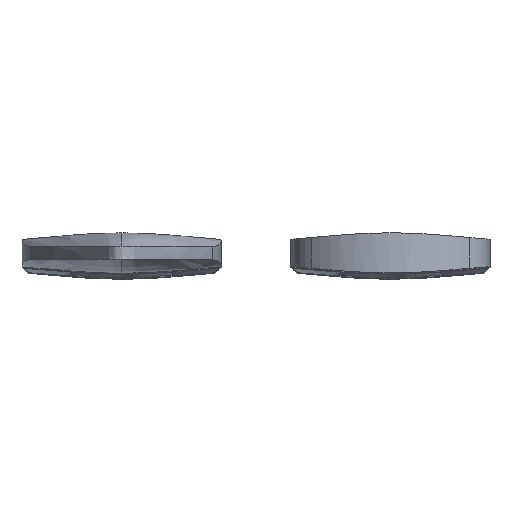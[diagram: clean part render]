
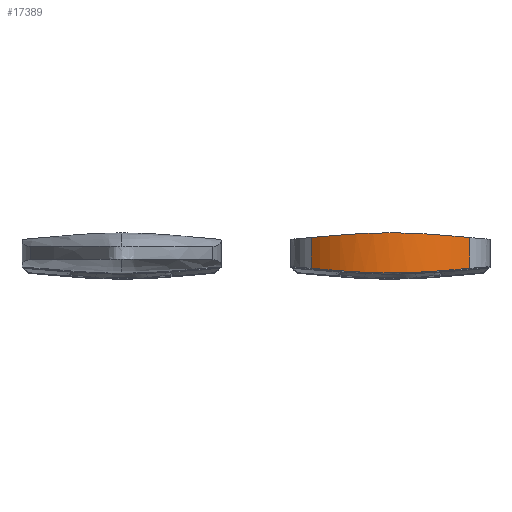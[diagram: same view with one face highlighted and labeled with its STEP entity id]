
A CAD part, top view. The second image highlights one B-rep face of the part: STEP entity #17389.
In plain terms, the highlighted cylindrical face has radius 6.096 mm (diameter 12.192 mm), a partial arc.
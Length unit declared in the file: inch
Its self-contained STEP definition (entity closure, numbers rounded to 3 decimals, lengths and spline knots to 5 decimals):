
#119=CYLINDRICAL_SURFACE('',#18385,0.24);
#2356=ELLIPSE('',#18384,0.24085,0.24);
#2357=ELLIPSE('',#18386,0.24085,0.24);
#2358=ELLIPSE('',#18387,0.24085,0.24);
#2359=ELLIPSE('',#18388,0.24085,0.24);
#2926=FACE_OUTER_BOUND('',#3906,.T.);
#3906=EDGE_LOOP('',(#11225,#11226,#11227,#11228,#11229,#11230,#11231,#11232));
#4887=B_SPLINE_CURVE_WITH_KNOTS('',3,(#21885,#21886,#21887,#21888),
 .UNSPECIFIED.,.F.,.F.,(4,4),(-0.14847,0.00877),
 .UNSPECIFIED.);
#4892=B_SPLINE_CURVE_WITH_KNOTS('',3,(#21943,#21944,#21945,#21946,#21947,
#21948,#21949,#21950),.UNSPECIFIED.,.F.,.F.,(4,2,2,4),(0.,0.22581,
0.37398,0.52846),.UNSPECIFIED.);
#4893=B_SPLINE_CURVE_WITH_KNOTS('',3,(#21954,#21955,#21956,#21957),
 .UNSPECIFIED.,.F.,.F.,(4,4),(-0.14847,0.00877),
 .UNSPECIFIED.);
#4894=B_SPLINE_CURVE_WITH_KNOTS('',3,(#21960,#21961,#21962,#21963,#21964,
#21965,#21966,#21967),.UNSPECIFIED.,.F.,.F.,(4,2,2,4),(0.,0.13085,
0.32633,0.52851),.UNSPECIFIED.);
#6455=VERTEX_POINT('',#21858);
#6456=VERTEX_POINT('',#21884);
#6458=VERTEX_POINT('',#21917);
#6461=VERTEX_POINT('',#21940);
#6462=VERTEX_POINT('',#21942);
#6463=VERTEX_POINT('',#21951);
#6464=VERTEX_POINT('',#21953);
#6465=VERTEX_POINT('',#21958);
#8347=EDGE_CURVE('',#6455,#6456,#4887,.T.);
#8350=EDGE_CURVE('',#6456,#6458,#2356,.T.);
#8354=EDGE_CURVE('',#6461,#6455,#2357,.T.);
#8355=EDGE_CURVE('',#6462,#6461,#4892,.T.);
#8356=EDGE_CURVE('',#6463,#6462,#2358,.T.);
#8357=EDGE_CURVE('',#6464,#6463,#4893,.T.);
#8358=EDGE_CURVE('',#6465,#6464,#2359,.T.);
#8359=EDGE_CURVE('',#6458,#6465,#4894,.T.);
#11225=ORIENTED_EDGE('',*,*,#8347,.F.);
#11226=ORIENTED_EDGE('',*,*,#8354,.F.);
#11227=ORIENTED_EDGE('',*,*,#8355,.F.);
#11228=ORIENTED_EDGE('',*,*,#8356,.F.);
#11229=ORIENTED_EDGE('',*,*,#8357,.F.);
#11230=ORIENTED_EDGE('',*,*,#8358,.F.);
#11231=ORIENTED_EDGE('',*,*,#8359,.F.);
#11232=ORIENTED_EDGE('',*,*,#8350,.F.);
#17389=ADVANCED_FACE('',(#2926),#119,.T.);
#18384=AXIS2_PLACEMENT_3D('',#21918,#19189,#19190);
#18385=AXIS2_PLACEMENT_3D('',#21939,#19192,#19193);
#18386=AXIS2_PLACEMENT_3D('',#21941,#19194,#19195);
#18387=AXIS2_PLACEMENT_3D('',#21952,#19196,#19197);
#18388=AXIS2_PLACEMENT_3D('',#21959,#19198,#19199);
#19189=DIRECTION('center_axis',(0.084,-0.996,0.));
#19190=DIRECTION('ref_axis',(-0.996,-0.084,0.));
#19192=DIRECTION('center_axis',(0.,1.,0.));
#19193=DIRECTION('ref_axis',(-0.833,0.,0.553));
#19194=DIRECTION('center_axis',(0.084,0.996,0.));
#19195=DIRECTION('ref_axis',(-0.996,0.084,0.));
#19196=DIRECTION('center_axis',(-0.084,0.996,0.));
#19197=DIRECTION('ref_axis',(-0.996,-0.084,0.));
#19198=DIRECTION('center_axis',(-0.084,-0.996,
0.));
#19199=DIRECTION('ref_axis',(-0.996,0.084,0.));
#21858=CARTESIAN_POINT('',(0.15889,0.03095,1.53698));
#21884=CARTESIAN_POINT('',(0.15889,-0.03095,1.53698));
#21885=CARTESIAN_POINT('Ctrl Pts',(0.15889,0.03095,
1.53698));
#21886=CARTESIAN_POINT('Ctrl Pts',(0.15889,0.01032,
1.53698));
#21887=CARTESIAN_POINT('Ctrl Pts',(0.15889,-0.01032,
1.53698));
#21888=CARTESIAN_POINT('Ctrl Pts',(0.15889,-0.03095,
1.53698));
#21917=CARTESIAN_POINT('',(0.1005,-0.03586,1.57506));
#21918=CARTESIAN_POINT('Origin',(0.,-0.0443,
1.35712));
#21939=CARTESIAN_POINT('Origin',(0.,-0.01335,
1.35712));
#21940=CARTESIAN_POINT('',(0.1005,0.03586,1.57506));
#21941=CARTESIAN_POINT('Origin',(0.,0.0443,
1.35712));
#21942=CARTESIAN_POINT('',(-0.1005,0.03586,1.57506));
#21943=CARTESIAN_POINT('Ctrl Pts',(-0.1005,0.03586,1.57506));
#21944=CARTESIAN_POINT('Ctrl Pts',(-0.07367,0.03811,
1.58743));
#21945=CARTESIAN_POINT('Ctrl Pts',(-0.04475,0.0396,
1.59476));
#21946=CARTESIAN_POINT('Ctrl Pts',(0.00423,0.04022,
1.59787));
#21947=CARTESIAN_POINT('Ctrl Pts',(0.0237,0.03999,
1.59673));
#21948=CARTESIAN_POINT('Ctrl Pts',(0.06277,0.0386,
1.58965));
#21949=CARTESIAN_POINT('Ctrl Pts',(0.08214,0.0374,
1.58353));
#21950=CARTESIAN_POINT('Ctrl Pts',(0.1005,0.03586,1.57506));
#21951=CARTESIAN_POINT('',(-0.15889,0.03095,1.53698));
#21952=CARTESIAN_POINT('Origin',(0.,0.0443,
1.35712));
#21953=CARTESIAN_POINT('',(-0.15889,-0.03095,1.53698));
#21954=CARTESIAN_POINT('Ctrl Pts',(-0.15889,-0.03095,
1.53698));
#21955=CARTESIAN_POINT('Ctrl Pts',(-0.15889,-0.01032,
1.53698));
#21956=CARTESIAN_POINT('Ctrl Pts',(-0.15889,0.01032,
1.53698));
#21957=CARTESIAN_POINT('Ctrl Pts',(-0.15889,0.03095,
1.53698));
#21958=CARTESIAN_POINT('',(-0.1005,-0.03586,1.57506));
#21959=CARTESIAN_POINT('Origin',(0.,-0.0443,
1.35712));
#21960=CARTESIAN_POINT('Ctrl Pts',(0.1005,-0.03586,1.57506));
#21961=CARTESIAN_POINT('Ctrl Pts',(0.08495,-0.03716,
1.58223));
#21962=CARTESIAN_POINT('Ctrl Pts',(0.06867,-0.03822,
1.58772));
#21963=CARTESIAN_POINT('Ctrl Pts',(0.02689,-0.04003,
1.59698));
#21964=CARTESIAN_POINT('Ctrl Pts',(0.00115,-0.04034,
1.59848));
#21965=CARTESIAN_POINT('Ctrl Pts',(-0.05076,-0.03929,
1.59318));
#21966=CARTESIAN_POINT('Ctrl Pts',(-0.07648,-0.03788,
1.58614));
#21967=CARTESIAN_POINT('Ctrl Pts',(-0.1005,-0.03586,1.57506));
